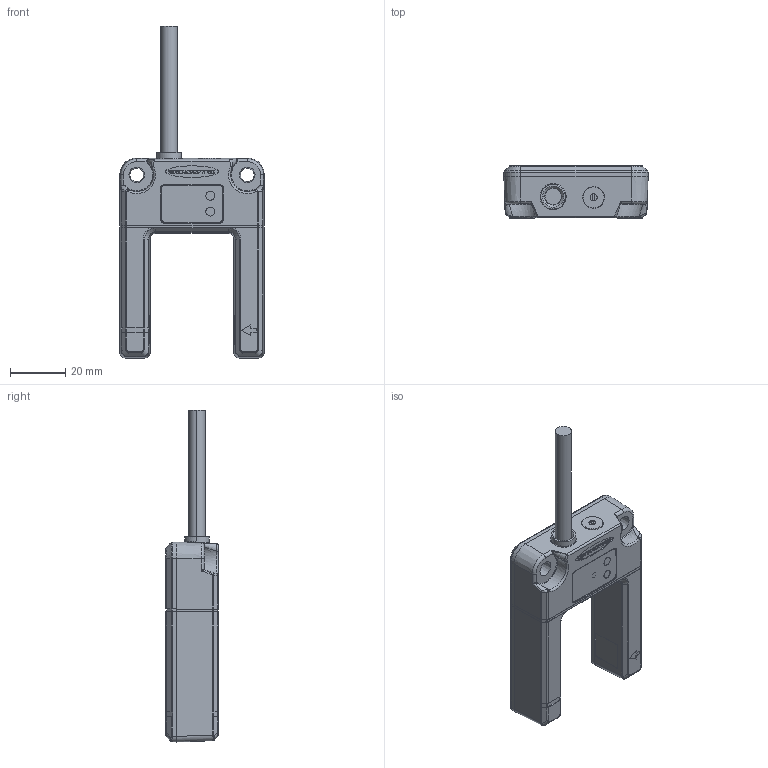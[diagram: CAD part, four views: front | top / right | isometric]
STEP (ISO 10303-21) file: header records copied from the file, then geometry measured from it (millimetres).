
FILE_DESCRIPTION((''),'2;1');
FILE_NAME('159570_ASM','2015-10-21T',('pdmadmin'),(''),'PRO/ENGINEER BY PARAMETRIC TECHNOLOGY CORPORATION, 2013230','PRO/ENGINEER BY PARAMETRIC TECHNOLOGY CORPORATION, 2013230','');
FILE_SCHEMA(('CONFIG_CONTROL_DESIGN'));
Length unit declared in the file: inch
Products named in the file (9): 55250; 59087; 55252; 55387; 51148; POT_2; 56565_ASM; 55389; 159570_ASM
Assembly tree (9 placements, depth 3):
  159570_ASM
    56565_ASM
      55250
      59087
      55252
      55387  x2
      51148
      POT_2
    55389
Bounding box: 52.07 x 18.8 x 119.76 mm (x, y, z)
Volume: 22617.4 mm3; surface area: 27374.7 mm2
Topology: 8 solids, 8 shells, 1189 faces, 3049 edges, 1909 vertices
Faces by surface type: plane 517, cylinder 245, bspline 141, extrusion 123, cone 85, sphere 42, torus 36
Entity records: 43844 total; most frequent: CARTESIAN_POINT 16375, ORIENTED_EDGE 6050, DIRECTION 5011, EDGE_CURVE 3025, VERTEX_POINT 1893, VECTOR 1859, LINE 1736, AXIS2_PLACEMENT_3D 1576
